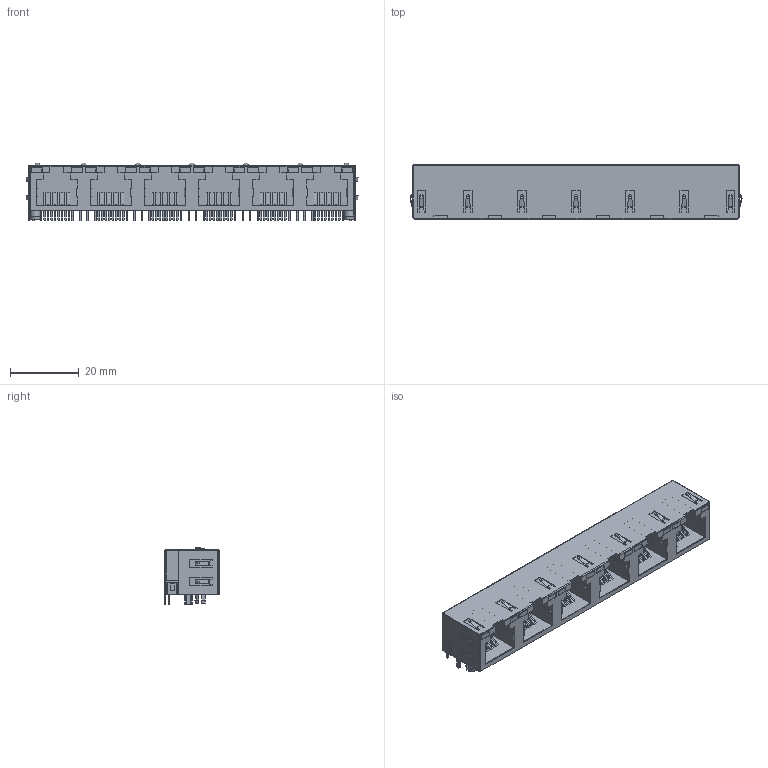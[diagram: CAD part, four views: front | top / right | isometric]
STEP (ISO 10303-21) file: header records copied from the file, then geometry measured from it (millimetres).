
FILE_DESCRIPTION(/* description */ (''),/* implementation_level */ '2;1');
FILE_NAME(/* name */ 'RJ45-TH_56-36882221101.step',/* time_stamp */ '2023-08-20T16:14:03+08:00',/* author */ (''),/* organization */ (''),/* preprocessor_version */ 'ST-DEVELOPER v19.2',/* originating_system */ 'Autodesk Translation Framework v12.4.0.73',/* authorisation */ '');
FILE_SCHEMA (('AUTOMOTIVE_DESIGN { 1 0 10303 214 3 1 1 }'));
Length unit declared in the file: millimetre
Products named in the file (5): (未保存); COMPOUND; U1; RJ45-TH_56-36882221101; COMPOUND (1)
Assembly tree (4 placements, depth 4):
  (未保存)
    COMPOUND
    U1
      RJ45-TH_56-36882221101
        COMPOUND (1)
Bounding box: 96.73 x 15.75 x 16.81 mm (x, y, z)
Volume: 12732.8 mm3; surface area: 16541.7 mm2
Topology: 2 solids, 2 shells, 1623 faces, 4411 edges, 2899 vertices
Faces by surface type: plane 1382, cylinder 131, bspline 106, cone 4
Entity records: 52978 total; most frequent: CARTESIAN_POINT 10258, ORIENTED_EDGE 8818, DIRECTION 7655, EDGE_CURVE 4409, LINE 3937, VECTOR 3937, VERTEX_POINT 2898, EDGE_LOOP 1863
